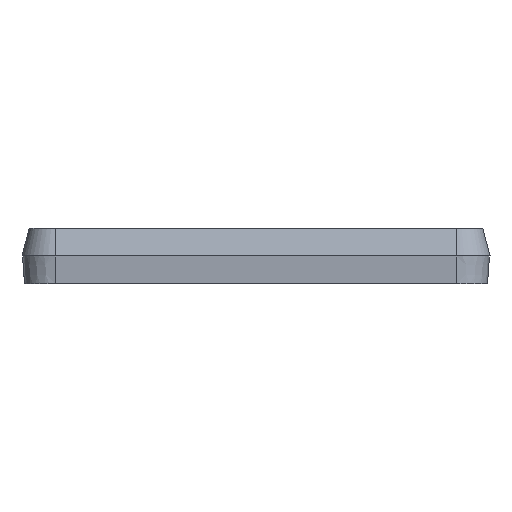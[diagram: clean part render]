
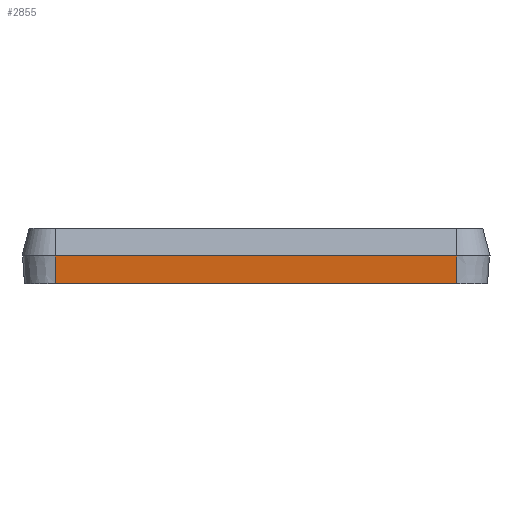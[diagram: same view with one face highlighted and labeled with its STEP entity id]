
A CAD part, left-side view. The second image highlights one B-rep face of the part: STEP entity #2855.
In plain terms, the highlighted planar face has unit normal (-0.998, 0, -0.07).
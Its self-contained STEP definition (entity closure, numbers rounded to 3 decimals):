
#83 = EDGE_CURVE ( 'NONE', #9773, #2948, #1577, .T. ) ;
#158 = VERTEX_POINT ( 'NONE', #6336 ) ;
#207 = CARTESIAN_POINT ( 'NONE',  ( -41.9, -36., 5. ) ) ;
#965 = EDGE_LOOP ( 'NONE', ( #4369, #3401, #6202, #9435 ) ) ;
#1209 = EDGE_CURVE ( 'NONE', #2948, #6033, #4858, .T. ) ;
#1560 = LINE ( 'NONE', #6128, #4406 ) ;
#1577 = LINE ( 'NONE', #7923, #5542 ) ;
#1803 = DIRECTION ( 'NONE',  ( -0.998, 0., -0.07 ) ) ;
#1941 = CARTESIAN_POINT ( 'NONE',  ( -41.55, 36., 0. ) ) ;
#2325 = EDGE_CURVE ( 'NONE', #158, #6033, #6138, .T. ) ;
#2855 = ADVANCED_FACE ( 'NONE', ( #8754 ), #4027, .T. ) ;
#2948 = VERTEX_POINT ( 'NONE', #4388 ) ;
#3156 = DIRECTION ( 'NONE',  ( 0., 1., 0. ) ) ;
#3401 = ORIENTED_EDGE ( 'NONE', *, *, #1209, .T. ) ;
#3970 = CARTESIAN_POINT ( 'NONE',  ( -41.55, 36., 0. ) ) ;
#4027 = PLANE ( 'NONE',  #5469 ) ;
#4369 = ORIENTED_EDGE ( 'NONE', *, *, #83, .T. ) ;
#4388 = CARTESIAN_POINT ( 'NONE',  ( -41.9, 36., 5. ) ) ;
#4406 = VECTOR ( 'NONE', #5222, 1000. ) ;
#4727 = CARTESIAN_POINT ( 'NONE',  ( -41.783, 36., 3.333 ) ) ;
#4858 = B_SPLINE_CURVE_WITH_KNOTS ( 'NONE', 3,
 ( #7065, #4727, #7932, #3970 ),
 .UNSPECIFIED., .F., .F.,
 ( 4, 4 ),
 ( 0., 1. ),
 .UNSPECIFIED. ) ;
#5222 = DIRECTION ( 'NONE',  ( 0.07, 0.004, -0.998 ) ) ;
#5469 = AXIS2_PLACEMENT_3D ( 'NONE', #7278, #1803, #9618 ) ;
#5537 = EDGE_CURVE ( 'NONE', #9773, #158, #1560, .T. ) ;
#5542 = VECTOR ( 'NONE', #3156, 1000. ) ;
#6033 = VERTEX_POINT ( 'NONE', #1941 ) ;
#6128 = CARTESIAN_POINT ( 'NONE',  ( -41.9, -35.994, 5. ) ) ;
#6138 = LINE ( 'NONE', #7567, #9344 ) ;
#6202 = ORIENTED_EDGE ( 'NONE', *, *, #2325, .F. ) ;
#6336 = CARTESIAN_POINT ( 'NONE',  ( -41.55, -36., 0. ) ) ;
#7065 = CARTESIAN_POINT ( 'NONE',  ( -41.9, 36., 5. ) ) ;
#7278 = CARTESIAN_POINT ( 'NONE',  ( -41.725, 0., 2.5 ) ) ;
#7567 = CARTESIAN_POINT ( 'NONE',  ( -41.55, -36., 0. ) ) ;
#7923 = CARTESIAN_POINT ( 'NONE',  ( -41.9, -36., 5. ) ) ;
#7932 = CARTESIAN_POINT ( 'NONE',  ( -41.667, 36., 1.667 ) ) ;
#8754 = FACE_OUTER_BOUND ( 'NONE', #965, .T. ) ;
#9188 = DIRECTION ( 'NONE',  ( 0., 1., 0. ) ) ;
#9344 = VECTOR ( 'NONE', #9188, 1000. ) ;
#9435 = ORIENTED_EDGE ( 'NONE', *, *, #5537, .F. ) ;
#9618 = DIRECTION ( 'NONE',  ( -0.07, 0., 0.998 ) ) ;
#9773 = VERTEX_POINT ( 'NONE', #207 ) ;
